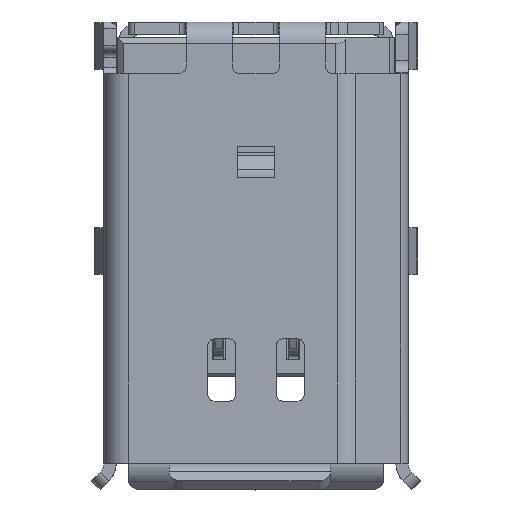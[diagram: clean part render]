
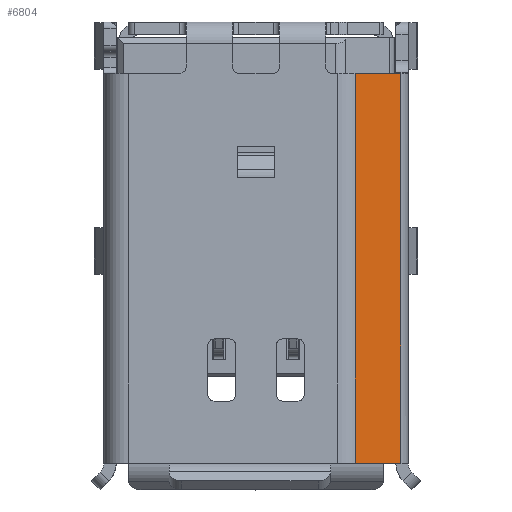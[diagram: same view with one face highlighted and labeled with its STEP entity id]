
A CAD part, top view. The second image highlights one B-rep face of the part: STEP entity #6804.
In plain terms, the highlighted planar face has unit normal (0.707, 0, 0.707).
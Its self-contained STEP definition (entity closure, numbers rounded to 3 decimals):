
#5642=CARTESIAN_POINT('',(4.,-8.8,3.816));
#5643=VERTEX_POINT('',#5642);
#5644=CARTESIAN_POINT('',(4.,3.75,3.816));
#5645=VERTEX_POINT('',#5644);
#5646=CARTESIAN_POINT('',(4.,-8.8,3.816));
#5647=DIRECTION('',(0.,1.,0.));
#5648=VECTOR('',#5647,12.55);
#5649=LINE('',#5646,#5648);
#5650=EDGE_CURVE('',#5643,#5645,#5649,.T.);
#6774=CARTESIAN_POINT('',(4.733,-2.525,3.083));
#6775=DIRECTION('',(0.707,0.,-0.707));
#6776=DIRECTION('',(0.707,0.,0.707));
#6777=AXIS2_PLACEMENT_3D('',#6774,#6776,#6775);
#6778=PLANE('',#6777);
#6779=ORIENTED_EDGE('',*,*,#5650,.F.);
#6780=CARTESIAN_POINT('',(5.466,-8.8,2.35));
#6781=VERTEX_POINT('',#6780);
#6782=CARTESIAN_POINT('',(4.,-8.8,3.816));
#6783=DIRECTION('',(0.707,0.,-0.707));
#6784=VECTOR('',#6783,2.073);
#6785=LINE('',#6782,#6784);
#6786=EDGE_CURVE('',#5643,#6781,#6785,.T.);
#6787=ORIENTED_EDGE('',*,*,#6786,.T.);
#6788=CARTESIAN_POINT('',(5.466,3.75,2.35));
#6789=VERTEX_POINT('',#6788);
#6790=CARTESIAN_POINT('',(5.466,-8.8,2.35));
#6791=DIRECTION('',(0.,1.,0.));
#6792=VECTOR('',#6791,12.55);
#6793=LINE('',#6790,#6792);
#6794=EDGE_CURVE('',#6781,#6789,#6793,.T.);
#6795=ORIENTED_EDGE('',*,*,#6794,.T.);
#6796=CARTESIAN_POINT('',(5.466,3.75,2.35));
#6797=DIRECTION('',(-0.707,0.,0.707));
#6798=VECTOR('',#6797,2.073);
#6799=LINE('',#6796,#6798);
#6800=EDGE_CURVE('',#6789,#5645,#6799,.T.);
#6801=ORIENTED_EDGE('',*,*,#6800,.T.);
#6802=EDGE_LOOP('',(#6779,#6787,#6795,#6801));
#6803=FACE_OUTER_BOUND('',#6802,.T.);
#6804=ADVANCED_FACE('',(#6803),#6778,.T.);
